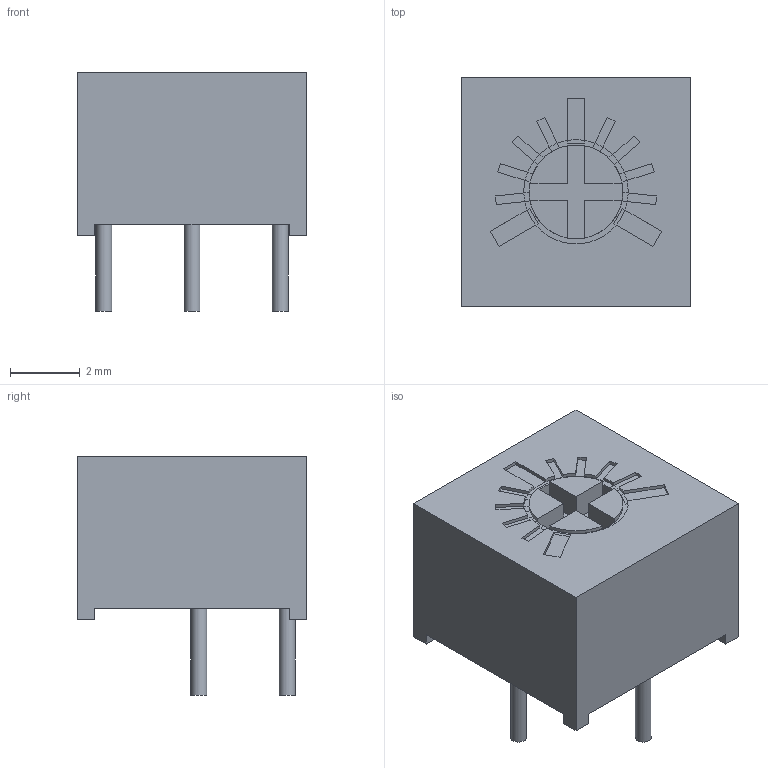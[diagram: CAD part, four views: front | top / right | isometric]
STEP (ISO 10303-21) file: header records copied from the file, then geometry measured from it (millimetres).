
FILE_DESCRIPTION(('FreeCAD Model'),'2;1');
FILE_NAME('B25P.stp', '2014-11-04T19:07:01',('FreeCAD'),('FreeCAD'), 'Open CASCADE STEP processor 6.6','FreeCAD','Unknown');
FILE_SCHEMA(('AUTOMOTIVE_DESIGN_CC2 { 1 2 10303 214 -1 1 5 4 }'));
Length unit declared in the file: millimetre
Products named in the file (3): Pocket005; Pad002; Pad003
Bounding box: 6.6 x 6.6 x 6.87 mm (x, y, z)
Volume: 189.5 mm3; surface area: 251.1 mm2
Topology: 5 solids, 5 shells, 123 faces, 290 edges, 178 vertices
Faces by surface type: plane 102, cylinder 21
Full cylindrical faces by diameter (mm): 0.46 x3, 2.7 x2
Entity records: 7450 total; most frequent: CARTESIAN_POINT 1582, DIRECTION 1086, LINE 673, VECTOR 673, ORIENTED_EDGE 580, PCURVE 580, DEFINITIONAL_REPRESENTATION 580, EDGE_CURVE 290
